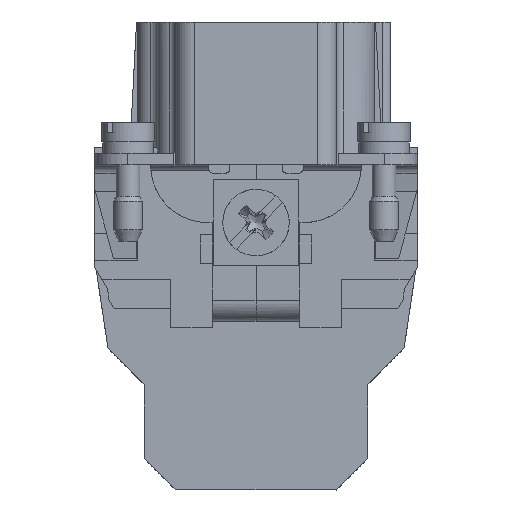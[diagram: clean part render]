
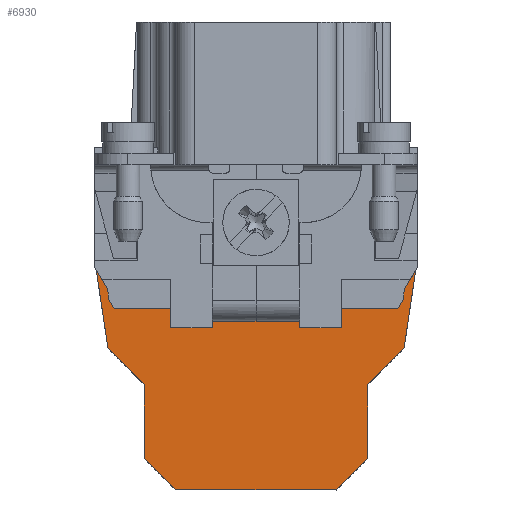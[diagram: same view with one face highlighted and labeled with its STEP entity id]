
A CAD part, left-side view. The second image highlights one B-rep face of the part: STEP entity #6930.
In plain terms, the highlighted planar face has unit normal (-1, 0, 0).
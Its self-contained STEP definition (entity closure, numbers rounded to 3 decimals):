
#6091=FACE_OUTER_BOUND('',#8819,.T.);
#6930=ADVANCED_FACE('',(#6091),#7781,.F.);
#7781=PLANE('',#24689);
#8819=EDGE_LOOP('',(#11245,#11246,#11247,#11248,#11249,#11250,#11251,#11252,
#11253,#11254,#11255,#11256,#11257,#11258,#11259,#11260,#11261,#11262,#11263));
#11245=ORIENTED_EDGE('',*,*,#16470,.F.);
#11246=ORIENTED_EDGE('',*,*,#16573,.F.);
#11247=ORIENTED_EDGE('',*,*,#17116,.T.);
#11248=ORIENTED_EDGE('',*,*,#17102,.F.);
#11249=ORIENTED_EDGE('',*,*,#17132,.F.);
#11250=ORIENTED_EDGE('',*,*,#17133,.F.);
#11251=ORIENTED_EDGE('',*,*,#17134,.F.);
#11252=ORIENTED_EDGE('',*,*,#17135,.F.);
#11253=ORIENTED_EDGE('',*,*,#17135,.T.);
#11254=ORIENTED_EDGE('',*,*,#17136,.T.);
#11255=ORIENTED_EDGE('',*,*,#17137,.T.);
#11256=ORIENTED_EDGE('',*,*,#17138,.T.);
#11257=ORIENTED_EDGE('',*,*,#17139,.T.);
#11258=ORIENTED_EDGE('',*,*,#17140,.F.);
#11259=ORIENTED_EDGE('',*,*,#16599,.F.);
#11260=ORIENTED_EDGE('',*,*,#16447,.F.);
#11261=ORIENTED_EDGE('',*,*,#16440,.F.);
#11262=ORIENTED_EDGE('',*,*,#16218,.F.);
#11263=ORIENTED_EDGE('',*,*,#16581,.F.);
#14547=VERTEX_POINT('',#30317);
#14548=VERTEX_POINT('',#30319);
#14561=VERTEX_POINT('',#30354);
#14720=VERTEX_POINT('',#30816);
#14725=VERTEX_POINT('',#30830);
#14743=VERTEX_POINT('',#30913);
#14744=VERTEX_POINT('',#30915);
#14824=VERTEX_POINT('',#31230);
#15180=VERTEX_POINT('',#32445);
#15181=VERTEX_POINT('',#32447);
#15201=VERTEX_POINT('',#32519);
#15202=VERTEX_POINT('',#32521);
#15203=VERTEX_POINT('',#32523);
#15204=VERTEX_POINT('',#32525);
#15205=VERTEX_POINT('',#32527);
#15206=VERTEX_POINT('',#32529);
#15207=VERTEX_POINT('',#32531);
#15208=VERTEX_POINT('',#32533);
#16218=EDGE_CURVE('',#14547,#14548,#19657,.T.);
#16440=EDGE_CURVE('',#14548,#14720,#19833,.T.);
#16447=EDGE_CURVE('',#14720,#14725,#19840,.T.);
#16470=EDGE_CURVE('',#14743,#14744,#19855,.T.);
#16573=EDGE_CURVE('',#14561,#14743,#19921,.T.);
#16581=EDGE_CURVE('',#14744,#14547,#19929,.T.);
#16599=EDGE_CURVE('',#14725,#14824,#19946,.T.);
#17102=EDGE_CURVE('',#15180,#15181,#20354,.T.);
#17116=EDGE_CURVE('',#14561,#15181,#20363,.T.);
#17132=EDGE_CURVE('',#15201,#15180,#20378,.T.);
#17133=EDGE_CURVE('',#15202,#15201,#20379,.T.);
#17134=EDGE_CURVE('',#15203,#15202,#20380,.T.);
#17135=EDGE_CURVE('',#15204,#15203,#20381,.T.);
#17136=EDGE_CURVE('',#15203,#15205,#20382,.T.);
#17137=EDGE_CURVE('',#15205,#15206,#20383,.T.);
#17138=EDGE_CURVE('',#15206,#15207,#20384,.T.);
#17139=EDGE_CURVE('',#15207,#15208,#20385,.T.);
#17140=EDGE_CURVE('',#14824,#15208,#20386,.T.);
#19657=LINE('',#30318,#21477);
#19833=LINE('',#30815,#21653);
#19840=LINE('',#30829,#21660);
#19855=LINE('',#30914,#21675);
#19921=LINE('',#31202,#21741);
#19929=LINE('',#31216,#21749);
#19946=LINE('',#31255,#21766);
#20354=LINE('',#32446,#22174);
#20363=LINE('',#32485,#22183);
#20378=LINE('',#32518,#22198);
#20379=LINE('',#32520,#22199);
#20380=LINE('',#32522,#22200);
#20381=LINE('',#32524,#22201);
#20382=LINE('',#32526,#22202);
#20383=LINE('',#32528,#22203);
#20384=LINE('',#32530,#22204);
#20385=LINE('',#32532,#22205);
#20386=LINE('',#32534,#22206);
#21477=VECTOR('',#25738,1.);
#21653=VECTOR('',#26128,1.);
#21660=VECTOR('',#26139,1.);
#21675=VECTOR('',#26180,1.);
#21741=VECTOR('',#26396,1.);
#21749=VECTOR('',#26412,1.);
#21766=VECTOR('',#26439,1.);
#22174=VECTOR('',#27243,1.);
#22183=VECTOR('',#27262,1.);
#22198=VECTOR('',#27287,1.);
#22199=VECTOR('',#27288,1.);
#22200=VECTOR('',#27289,1.);
#22201=VECTOR('',#27290,1.);
#22202=VECTOR('',#27291,1.);
#22203=VECTOR('',#27292,1.);
#22204=VECTOR('',#27293,1.);
#22205=VECTOR('',#27294,1.);
#22206=VECTOR('',#27295,1.);
#24689=AXIS2_PLACEMENT_3D('',#32535,#27296,#27297);
#25738=DIRECTION('',(0.,-1.,0.));
#26128=DIRECTION('',(0.,-0.5,0.866));
#26139=DIRECTION('',(0.,-0.087,0.996));
#26180=DIRECTION('',(0.,-0.087,-0.996));
#26396=DIRECTION('',(0.,-0.5,-0.866));
#26412=DIRECTION('',(0.,-0.5,-0.866));
#26439=DIRECTION('',(0.,-0.5,0.866));
#27243=DIRECTION('',(0.,0.707,0.707));
#27262=DIRECTION('',(0.,-0.149,-0.989));
#27287=DIRECTION('',(0.,0.,1.));
#27288=DIRECTION('',(0.,0.707,0.707));
#27289=DIRECTION('',(0.,1.,0.));
#27290=DIRECTION('',(0.,0.,-1.));
#27291=DIRECTION('',(0.,-1.,0.));
#27292=DIRECTION('',(0.,-0.707,0.707));
#27293=DIRECTION('',(0.,0.,1.));
#27294=DIRECTION('',(0.,-0.707,0.707));
#27295=DIRECTION('',(0.,0.149,-0.989));
#27296=DIRECTION('',(1.,0.,0.));
#27297=DIRECTION('',(0.,1.,0.));
#30317=CARTESIAN_POINT('',(-10.1,14.96,-15.2));
#30318=CARTESIAN_POINT('',(-10.1,-12.85,-15.2));
#30319=CARTESIAN_POINT('',(-10.1,-14.96,-15.2));
#30354=CARTESIAN_POINT('',(-10.1,16.855,-11.052));
#30815=CARTESIAN_POINT('',(-10.1,-14.96,-15.2));
#30816=CARTESIAN_POINT('',(-10.1,-15.537,-14.2));
#30829=CARTESIAN_POINT('',(-10.1,-15.537,-14.2));
#30830=CARTESIAN_POINT('',(-10.1,-15.627,-13.178));
#30913=CARTESIAN_POINT('',(-10.1,15.627,-13.178));
#30914=CARTESIAN_POINT('',(-10.1,15.627,-13.178));
#30915=CARTESIAN_POINT('',(-10.1,15.537,-14.2));
#31202=CARTESIAN_POINT('',(-10.1,17.,-10.8));
#31216=CARTESIAN_POINT('',(-10.1,15.537,-14.2));
#31230=CARTESIAN_POINT('',(-10.1,-16.855,-11.052));
#31255=CARTESIAN_POINT('',(-10.1,-15.627,-13.178));
#32445=CARTESIAN_POINT('',(-10.1,11.8,-23.2));
#32446=CARTESIAN_POINT('',(-10.1,11.8,-23.2));
#32447=CARTESIAN_POINT('',(-10.1,15.6,-19.4));
#32485=CARTESIAN_POINT('',(-10.1,16.9,-10.75));
#32518=CARTESIAN_POINT('',(-10.1,11.8,-31.));
#32519=CARTESIAN_POINT('',(-10.1,11.8,-31.));
#32520=CARTESIAN_POINT('',(-10.1,8.5,-34.3));
#32521=CARTESIAN_POINT('',(-10.1,8.5,-34.3));
#32522=CARTESIAN_POINT('',(-10.1,0.,-34.3));
#32523=CARTESIAN_POINT('',(-10.1,0.,-34.3));
#32524=CARTESIAN_POINT('',(-10.1,0.,-6.5));
#32525=CARTESIAN_POINT('',(-10.1,0.,-33.913));
#32526=CARTESIAN_POINT('',(-10.1,0.,-34.3));
#32527=CARTESIAN_POINT('',(-10.1,-8.5,-34.3));
#32528=CARTESIAN_POINT('',(-10.1,-8.5,-34.3));
#32529=CARTESIAN_POINT('',(-10.1,-11.8,-31.));
#32530=CARTESIAN_POINT('',(-10.1,-11.8,-31.));
#32531=CARTESIAN_POINT('',(-10.1,-11.8,-23.2));
#32532=CARTESIAN_POINT('',(-10.1,-11.8,-23.2));
#32533=CARTESIAN_POINT('',(-10.1,-15.6,-19.4));
#32534=CARTESIAN_POINT('',(-10.1,-16.9,-10.75));
#32535=CARTESIAN_POINT('',(-10.1,-0.423,-35.2));
